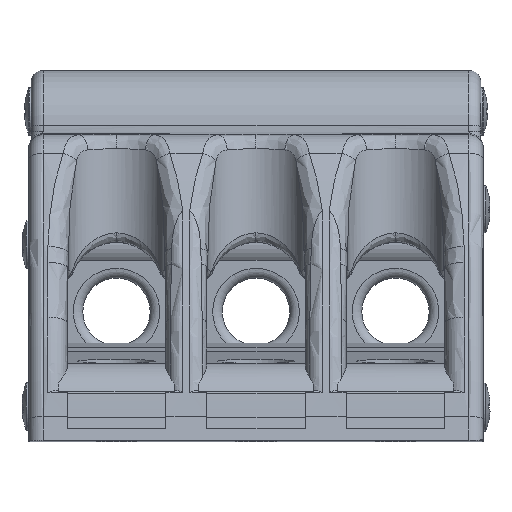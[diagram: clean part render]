
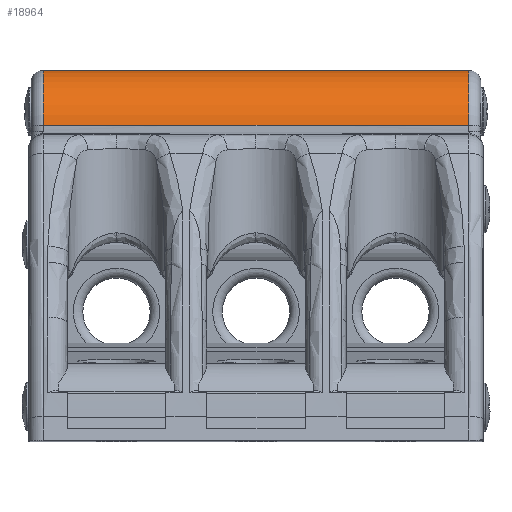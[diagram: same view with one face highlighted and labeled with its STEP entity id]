
A CAD part, top view. The second image highlights one B-rep face of the part: STEP entity #18964.
In plain terms, the highlighted cylindrical face has radius 13.256 mm (diameter 26.513 mm), a partial arc.
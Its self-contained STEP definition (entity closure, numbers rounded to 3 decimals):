
#406=CYLINDRICAL_SURFACE('',#20699,13.256);
#1065=LINE('',#40602,#2047);
#1066=LINE('',#40604,#2048);
#1067=LINE('',#40606,#2049);
#1081=LINE('',#40706,#2063);
#1082=LINE('',#40708,#2064);
#1083=LINE('',#40710,#2065);
#1084=LINE('',#40712,#2066);
#1085=LINE('',#40714,#2067);
#1086=LINE('',#40716,#2068);
#1087=LINE('',#40718,#2069);
#1088=LINE('',#40720,#2070);
#1089=LINE('',#40722,#2071);
#1090=LINE('',#40724,#2072);
#1091=LINE('',#40725,#2073);
#1193=LINE('',#41823,#2175);
#1194=LINE('',#41825,#2176);
#1195=LINE('',#41827,#2177);
#1196=LINE('',#41829,#2178);
#1197=LINE('',#41830,#2179);
#2047=VECTOR('',#24169,9.95);
#2048=VECTOR('',#24170,10.);
#2049=VECTOR('',#24171,9.95);
#2063=VECTOR('',#24195,9.95);
#2064=VECTOR('',#24196,9.95);
#2065=VECTOR('',#24197,10.);
#2066=VECTOR('',#24198,9.95);
#2067=VECTOR('',#24199,9.95);
#2068=VECTOR('',#24200,9.95);
#2069=VECTOR('',#24201,9.95);
#2070=VECTOR('',#24202,10.);
#2071=VECTOR('',#24203,9.95);
#2072=VECTOR('',#24204,9.95);
#2073=VECTOR('',#24205,9.95);
#2175=VECTOR('',#24727,9.95);
#2176=VECTOR('',#24728,9.95);
#2177=VECTOR('',#24729,9.95);
#2178=VECTOR('',#24730,9.95);
#2179=VECTOR('',#24731,9.95);
#2837=CIRCLE('',#19632,13.256);
#3446=CIRCLE('',#20700,13.256);
#4781=FACE_OUTER_BOUND('',#5868,.T.);
#5868=EDGE_LOOP('',(#15930,#15931,#15932,#15933,#15934,#15935,#15936,#15937,
#15938,#15939,#15940,#15941,#15942,#15943,#15944,#15945,#15946,#15947,#15948,
#15949,#15950));
#7365=VERTEX_POINT('',#28394);
#7366=VERTEX_POINT('',#28398);
#8216=VERTEX_POINT('',#40600);
#8217=VERTEX_POINT('',#40601);
#8218=VERTEX_POINT('',#40603);
#8219=VERTEX_POINT('',#40605);
#8242=VERTEX_POINT('',#40705);
#8243=VERTEX_POINT('',#40707);
#8244=VERTEX_POINT('',#40709);
#8245=VERTEX_POINT('',#40711);
#8246=VERTEX_POINT('',#40713);
#8247=VERTEX_POINT('',#40715);
#8248=VERTEX_POINT('',#40717);
#8249=VERTEX_POINT('',#40719);
#8250=VERTEX_POINT('',#40721);
#8251=VERTEX_POINT('',#40723);
#8443=VERTEX_POINT('',#41820);
#8444=VERTEX_POINT('',#41822);
#8445=VERTEX_POINT('',#41824);
#8446=VERTEX_POINT('',#41826);
#8447=VERTEX_POINT('',#41828);
#9424=EDGE_CURVE('',#7365,#7366,#2837,.T.);
#10770=EDGE_CURVE('',#8216,#8217,#1065,.T.);
#10771=EDGE_CURVE('',#8217,#8218,#1066,.T.);
#10772=EDGE_CURVE('',#8219,#8218,#1067,.T.);
#10796=EDGE_CURVE('',#7365,#8242,#1081,.T.);
#10797=EDGE_CURVE('',#8242,#8243,#1082,.T.);
#10798=EDGE_CURVE('',#8243,#8244,#1083,.T.);
#10799=EDGE_CURVE('',#8245,#8244,#1084,.T.);
#10800=EDGE_CURVE('',#8245,#8246,#1085,.T.);
#10801=EDGE_CURVE('',#8246,#8247,#1086,.T.);
#10802=EDGE_CURVE('',#8247,#8248,#1087,.T.);
#10803=EDGE_CURVE('',#8248,#8249,#1088,.T.);
#10804=EDGE_CURVE('',#8250,#8249,#1089,.T.);
#10805=EDGE_CURVE('',#8250,#8251,#1090,.T.);
#10806=EDGE_CURVE('',#8251,#8216,#1091,.T.);
#11089=EDGE_CURVE('',#8444,#8443,#1193,.T.);
#11090=EDGE_CURVE('',#8445,#8444,#1194,.T.);
#11091=EDGE_CURVE('',#8446,#8445,#1195,.T.);
#11092=EDGE_CURVE('',#8447,#8446,#1196,.T.);
#11093=EDGE_CURVE('',#7366,#8447,#1197,.T.);
#11094=EDGE_CURVE('',#8443,#8219,#3446,.T.);
#15930=ORIENTED_EDGE('',*,*,#11089,.T.);
#15931=ORIENTED_EDGE('',*,*,#11094,.T.);
#15932=ORIENTED_EDGE('',*,*,#10772,.T.);
#15933=ORIENTED_EDGE('',*,*,#10771,.F.);
#15934=ORIENTED_EDGE('',*,*,#10770,.F.);
#15935=ORIENTED_EDGE('',*,*,#10806,.F.);
#15936=ORIENTED_EDGE('',*,*,#10805,.F.);
#15937=ORIENTED_EDGE('',*,*,#10804,.T.);
#15938=ORIENTED_EDGE('',*,*,#10803,.F.);
#15939=ORIENTED_EDGE('',*,*,#10802,.F.);
#15940=ORIENTED_EDGE('',*,*,#10801,.F.);
#15941=ORIENTED_EDGE('',*,*,#10800,.F.);
#15942=ORIENTED_EDGE('',*,*,#10799,.T.);
#15943=ORIENTED_EDGE('',*,*,#10798,.F.);
#15944=ORIENTED_EDGE('',*,*,#10797,.F.);
#15945=ORIENTED_EDGE('',*,*,#10796,.F.);
#15946=ORIENTED_EDGE('',*,*,#9424,.T.);
#15947=ORIENTED_EDGE('',*,*,#11093,.T.);
#15948=ORIENTED_EDGE('',*,*,#11092,.T.);
#15949=ORIENTED_EDGE('',*,*,#11091,.T.);
#15950=ORIENTED_EDGE('',*,*,#11090,.T.);
#18964=ADVANCED_FACE('',(#4781),#406,.T.);
#19632=AXIS2_PLACEMENT_3D('',#28400,#22042,#22043);
#20699=AXIS2_PLACEMENT_3D('',#41831,#24732,#24733);
#20700=AXIS2_PLACEMENT_3D('',#41832,#24734,#24735);
#22042=DIRECTION('center_axis',(1.,0.,0.));
#22043=DIRECTION('ref_axis',(0.,0.136,0.991));
#24169=DIRECTION('',(1.,0.,0.));
#24170=DIRECTION('',(1.,0.,0.));
#24171=DIRECTION('',(-1.,0.,0.));
#24195=DIRECTION('',(1.,0.,0.));
#24196=DIRECTION('',(1.,0.,0.));
#24197=DIRECTION('',(1.,0.,0.));
#24198=DIRECTION('',(-1.,0.,0.));
#24199=DIRECTION('',(1.,0.,0.));
#24200=DIRECTION('',(1.,0.,0.));
#24201=DIRECTION('',(1.,0.,0.));
#24202=DIRECTION('',(1.,0.,0.));
#24203=DIRECTION('',(-1.,0.,0.));
#24204=DIRECTION('',(1.,0.,0.));
#24205=DIRECTION('',(1.,0.,0.));
#24727=DIRECTION('',(1.,0.,0.));
#24728=DIRECTION('',(1.,0.,0.));
#24729=DIRECTION('',(1.,0.,0.));
#24730=DIRECTION('',(1.,0.,0.));
#24731=DIRECTION('',(1.,0.,0.));
#24732=DIRECTION('center_axis',(1.,0.,0.));
#24733=DIRECTION('ref_axis',(0.,0.136,0.991));
#24734=DIRECTION('center_axis',(-1.,0.,0.));
#24735=DIRECTION('ref_axis',(0.,0.855,-0.518));
#28394=CARTESIAN_POINT('',(-73.262,72.614,2.36));
#28398=CARTESIAN_POINT('',(-73.262,63.081,22.365));
#28400=CARTESIAN_POINT('Origin',(-73.262,61.279,9.232));
#40600=CARTESIAN_POINT('',(-13.738,72.614,2.36));
#40601=CARTESIAN_POINT('',(-13.449,72.614,2.36));
#40602=CARTESIAN_POINT('',(-14.728,72.614,2.36));
#40603=CARTESIAN_POINT('',(13.449,72.614,2.36));
#40604=CARTESIAN_POINT('',(0.,72.614,2.36));
#40605=CARTESIAN_POINT('',(15.262,72.614,2.36));
#40606=CARTESIAN_POINT('',(17.75,72.614,2.36));
#40705=CARTESIAN_POINT('',(-72.,72.614,2.36));
#40706=CARTESIAN_POINT('',(-72.728,72.614,2.36));
#40707=CARTESIAN_POINT('',(-71.449,72.614,2.36));
#40708=CARTESIAN_POINT('',(-72.728,72.614,2.36));
#40709=CARTESIAN_POINT('',(-44.551,72.614,2.36));
#40710=CARTESIAN_POINT('',(-58.,72.614,2.36));
#40711=CARTESIAN_POINT('',(-44.262,72.614,2.36));
#40712=CARTESIAN_POINT('',(-40.25,72.614,2.36));
#40713=CARTESIAN_POINT('',(-43.,72.614,2.36));
#40714=CARTESIAN_POINT('',(-43.728,72.614,2.36));
#40715=CARTESIAN_POINT('',(-42.738,72.614,2.36));
#40716=CARTESIAN_POINT('',(-43.728,72.614,2.36));
#40717=CARTESIAN_POINT('',(-42.449,72.614,2.36));
#40718=CARTESIAN_POINT('',(-43.728,72.614,2.36));
#40719=CARTESIAN_POINT('',(-15.551,72.614,2.36));
#40720=CARTESIAN_POINT('',(-29.,72.614,2.36));
#40721=CARTESIAN_POINT('',(-15.262,72.614,2.36));
#40722=CARTESIAN_POINT('',(-11.25,72.614,2.36));
#40723=CARTESIAN_POINT('',(-14.,72.614,2.36));
#40724=CARTESIAN_POINT('',(-14.728,72.614,2.36));
#40725=CARTESIAN_POINT('',(-14.728,72.614,2.36));
#41820=CARTESIAN_POINT('',(15.262,63.081,22.365));
#41822=CARTESIAN_POINT('',(-13.738,63.081,22.365));
#41823=CARTESIAN_POINT('',(-14.728,63.081,22.365));
#41824=CARTESIAN_POINT('',(-15.262,63.081,22.365));
#41825=CARTESIAN_POINT('',(-14.728,63.081,22.365));
#41826=CARTESIAN_POINT('',(-42.738,63.081,22.365));
#41827=CARTESIAN_POINT('',(-43.728,63.081,22.365));
#41828=CARTESIAN_POINT('',(-44.262,63.081,22.365));
#41829=CARTESIAN_POINT('',(-43.728,63.081,22.365));
#41830=CARTESIAN_POINT('',(-72.728,63.081,22.365));
#41831=CARTESIAN_POINT('Origin',(-17.75,61.279,9.232));
#41832=CARTESIAN_POINT('Origin',(15.262,61.279,9.232));
